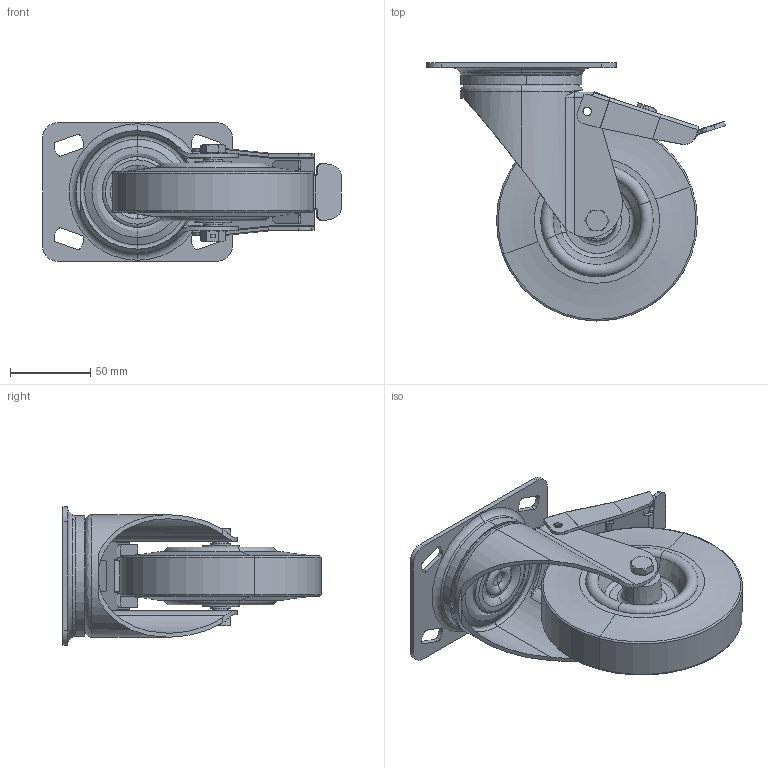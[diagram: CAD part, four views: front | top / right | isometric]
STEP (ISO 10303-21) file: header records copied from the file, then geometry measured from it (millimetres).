
FILE_DESCRIPTION (( 'STEP AP214' ), '1' );
FILE_NAME ('0030262_L-IT-HGK-125-G-3-DSN-rot.STEP', '2016-12-21T09:45:50', ( '' ), ( '' ), 'SwSTEP 2.0', 'SolidWorks 2016', '' );
FILE_SCHEMA (( 'AUTOMOTIVE_DESIGN' ));
Length unit declared in the file: millimetre
Products named in the file (1): 0030262_L-IT-HGK-125-G-3-DSN-rot
Bounding box: 185.93 x 160.5 x 86 mm (x, y, z)
Surface area: 121170.1 mm2 (no closed solid volume)
Topology: 0 solids, 17 shells, 446 faces, 1234 edges, 787 vertices
Faces by surface type: plane 170, cylinder 114, bspline 64, torus 60, cone 38
Entity records: 21122 total; most frequent: CARTESIAN_POINT 5393, ORIENTED_EDGE 2249, DIRECTION 2170, EDGE_CURVE 1226, AXIS2_PLACEMENT_3D 800, VERTEX_POINT 787, LINE 570, VECTOR 570
